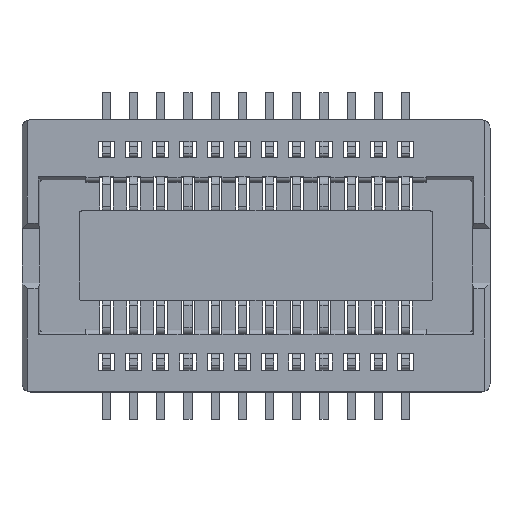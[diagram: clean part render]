
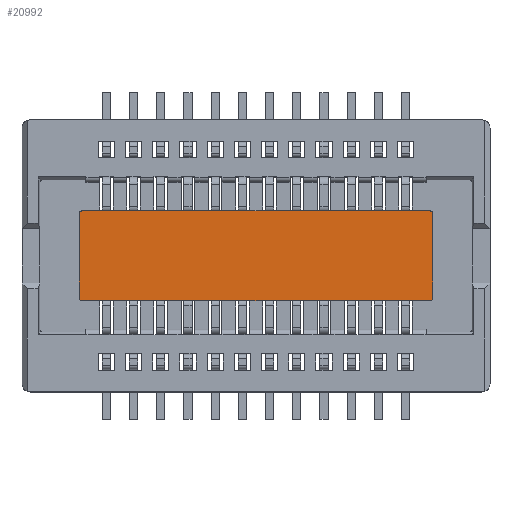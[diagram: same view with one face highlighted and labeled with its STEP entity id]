
A CAD part, top view. The second image highlights one B-rep face of the part: STEP entity #20992.
In plain terms, the highlighted planar face has unit normal (0, 0, 1).
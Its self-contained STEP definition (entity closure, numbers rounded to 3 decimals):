
#12=DIRECTION('',(0.,0.,1.));
#27=VECTOR('',#28,1.);
#28=DIRECTION('',(-1.,0.,0.));
#42=VECTOR('',#43,1.);
#43=DIRECTION('',(1.,0.,0.));
#51=DIRECTION('',(0.,1.,0.));
#63=DIRECTION('',(0.,-1.,0.));
#121=VECTOR('',#51,1.);
#156=VECTOR('',#63,1.);
#735=DIRECTION('',(0.,0.,-1.));
#8427=DIRECTION('',(0.,-0.,1.));
#8497=EDGE_CURVE('',#8498,#8500,#8502,.T.);
#8498=VERTEX_POINT('',#8499);
#8499=CARTESIAN_POINT('',(-3.2,-0.825,1.15));
#8500=VERTEX_POINT('',#8501);
#8501=CARTESIAN_POINT('',(3.2,-0.825,1.15));
#8502=LINE('',#8503,#42);
#8503=CARTESIAN_POINT('',(-3.25,-0.825,1.15));
#20838=EDGE_CURVE('',#20839,#20841,#20843,.T.);
#20839=VERTEX_POINT('',#20840);
#20840=CARTESIAN_POINT('',(3.2,0.825,1.15));
#20841=VERTEX_POINT('',#20842);
#20842=CARTESIAN_POINT('',(-3.2,0.825,1.15));
#20843=LINE('',#20844,#27);
#20844=CARTESIAN_POINT('',(3.25,0.825,1.15));
#20952=ORIENTED_EDGE('',*,*,#20953,.T.);
#20953=EDGE_CURVE('',#20841,#20954,#20956,.T.);
#20954=VERTEX_POINT('',#20955);
#20955=CARTESIAN_POINT('',(-3.25,0.775,1.15));
#20956=CIRCLE('',#20957,0.05);
#20957=AXIS2_PLACEMENT_3D('',#20958,#8427,#51);
#20958=CARTESIAN_POINT('',(-3.2,0.775,1.15));
#20968=EDGE_CURVE('',#20954,#20969,#20971,.T.);
#20969=VERTEX_POINT('',#20970);
#20970=CARTESIAN_POINT('',(-3.25,-0.775,1.15));
#20971=LINE('',#20972,#156);
#20972=CARTESIAN_POINT('',(-3.25,0.825,1.15));
#20983=EDGE_CURVE('',#8498,#20969,#20984,.T.);
#20984=CIRCLE('',#20985,0.05);
#20985=AXIS2_PLACEMENT_3D('',#20986,#735,#51);
#20986=CARTESIAN_POINT('',(-3.2,-0.775,1.15));
#20992=ADVANCED_FACE('',(#20993),#21017,.T.);
#20993=FACE_BOUND('',#20994,.T.);
#20994=EDGE_LOOP('',(#20995,#20996,#21003,#21009,#21014,#20952,#21015,#21016));
#20995=ORIENTED_EDGE('',*,*,#8497,.T.);
#20996=ORIENTED_EDGE('',*,*,#20997,.T.);
#20997=EDGE_CURVE('',#8500,#20998,#21000,.T.);
#20998=VERTEX_POINT('',#20999);
#20999=CARTESIAN_POINT('',(3.25,-0.775,1.15));
#21000=CIRCLE('',#21001,0.05);
#21001=AXIS2_PLACEMENT_3D('',#21002,#8427,#51);
#21002=CARTESIAN_POINT('',(3.2,-0.775,1.15));
#21003=ORIENTED_EDGE('',*,*,#21004,.T.);
#21004=EDGE_CURVE('',#20998,#21005,#21007,.T.);
#21005=VERTEX_POINT('',#21006);
#21006=CARTESIAN_POINT('',(3.25,0.775,1.15));
#21007=LINE('',#21008,#121);
#21008=CARTESIAN_POINT('',(3.25,-0.825,1.15));
#21009=ORIENTED_EDGE('',*,*,#21010,.T.);
#21010=EDGE_CURVE('',#21005,#20839,#21011,.T.);
#21011=CIRCLE('',#21012,0.05);
#21012=AXIS2_PLACEMENT_3D('',#21013,#8427,#51);
#21013=CARTESIAN_POINT('',(3.2,0.775,1.15));
#21014=ORIENTED_EDGE('',*,*,#20838,.T.);
#21015=ORIENTED_EDGE('',*,*,#20968,.T.);
#21016=ORIENTED_EDGE('',*,*,#20983,.F.);
#21017=PLANE('',#21018);
#21018=AXIS2_PLACEMENT_3D('',#21019,#12,#43);
#21019=CARTESIAN_POINT('',(0.,0.,1.15));
